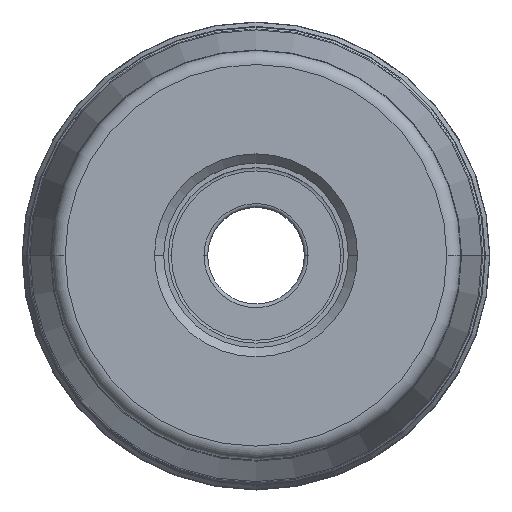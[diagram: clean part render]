
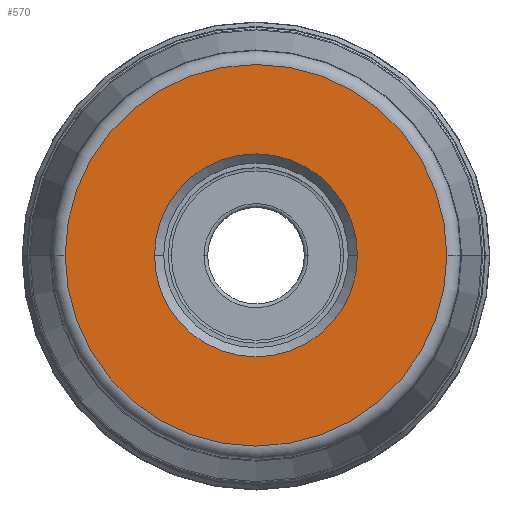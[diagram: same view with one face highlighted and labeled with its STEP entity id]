
A CAD part, top view. The second image highlights one B-rep face of the part: STEP entity #570.
In plain terms, the highlighted planar face has unit normal (0, 0, 1).
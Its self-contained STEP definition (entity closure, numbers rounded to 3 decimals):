
#570=ADVANCED_FACE('',(#617,#618),#605,.F.);
#605=PLANE('',#3356);
#617=FACE_BOUND('',#768,.T.);
#618=FACE_BOUND('',#769,.T.);
#768=EDGE_LOOP('',(#1403,#1404,#1405,#1406));
#769=EDGE_LOOP('',(#1407,#1408,#1409,#1410));
#1403=ORIENTED_EDGE('',*,*,#2109,.F.);
#1404=ORIENTED_EDGE('',*,*,#2107,.F.);
#1405=ORIENTED_EDGE('',*,*,#2106,.T.);
#1406=ORIENTED_EDGE('',*,*,#2110,.T.);
#1407=ORIENTED_EDGE('',*,*,#2111,.T.);
#1408=ORIENTED_EDGE('',*,*,#2112,.T.);
#1409=ORIENTED_EDGE('',*,*,#2113,.T.);
#1410=ORIENTED_EDGE('',*,*,#2114,.T.);
#1745=VERTEX_POINT('',#6327);
#1746=VERTEX_POINT('',#6329);
#1747=VERTEX_POINT('',#6331);
#1748=VERTEX_POINT('',#6335);
#1749=VERTEX_POINT('',#6339);
#1750=VERTEX_POINT('',#6340);
#1751=VERTEX_POINT('',#6342);
#1752=VERTEX_POINT('',#6344);
#2106=EDGE_CURVE('',#1746,#1745,#2568,.T.);
#2107=EDGE_CURVE('',#1746,#1747,#2569,.T.);
#2109=EDGE_CURVE('',#1747,#1748,#2571,.T.);
#2110=EDGE_CURVE('',#1745,#1748,#2572,.T.);
#2111=EDGE_CURVE('',#1749,#1750,#2573,.T.);
#2112=EDGE_CURVE('',#1750,#1751,#2574,.T.);
#2113=EDGE_CURVE('',#1751,#1752,#2575,.T.);
#2114=EDGE_CURVE('',#1752,#1749,#2576,.T.);
#2568=CIRCLE('',#3345,20.725);
#2569=CIRCLE('',#3346,20.725);
#2571=CIRCLE('',#3349,20.725);
#2572=CIRCLE('',#3350,20.725);
#2573=CIRCLE('',#3352,11.025);
#2574=CIRCLE('',#3353,11.025);
#2575=CIRCLE('',#3354,11.025);
#2576=CIRCLE('',#3355,11.025);
#3345=AXIS2_PLACEMENT_3D('',#6328,#4137,#4138);
#3346=AXIS2_PLACEMENT_3D('',#6330,#4139,#4140);
#3349=AXIS2_PLACEMENT_3D('',#6334,#4145,#4146);
#3350=AXIS2_PLACEMENT_3D('',#6336,#4147,#4148);
#3352=AXIS2_PLACEMENT_3D('',#6338,#4151,#4152);
#3353=AXIS2_PLACEMENT_3D('',#6341,#4153,#4154);
#3354=AXIS2_PLACEMENT_3D('',#6343,#4155,#4156);
#3355=AXIS2_PLACEMENT_3D('',#6345,#4157,#4158);
#3356=AXIS2_PLACEMENT_3D('',#6346,#4159,#4160);
#4137=DIRECTION('',(0.,0.,1.));
#4138=DIRECTION('',(1.,0.,0.));
#4139=DIRECTION('',(0.,0.,-1.));
#4140=DIRECTION('',(-1.,0.,0.));
#4145=DIRECTION('',(0.,0.,-1.));
#4146=DIRECTION('',(-1.,0.,0.));
#4147=DIRECTION('',(0.,0.,1.));
#4148=DIRECTION('',(1.,0.,0.));
#4151=DIRECTION('',(0.,0.,-1.));
#4152=DIRECTION('',(0.,-1.,0.));
#4153=DIRECTION('',(0.,0.,-1.));
#4154=DIRECTION('',(-1.,0.,0.));
#4155=DIRECTION('',(0.,0.,-1.));
#4156=DIRECTION('',(0.,1.,0.));
#4157=DIRECTION('',(0.,0.,-1.));
#4158=DIRECTION('',(1.,0.,0.));
#4159=DIRECTION('',(0.,0.,-1.));
#4160=DIRECTION('',(1.,0.,0.));
#6327=CARTESIAN_POINT('',(20.725,0.,0.));
#6328=CARTESIAN_POINT('',(0.,0.,0.));
#6329=CARTESIAN_POINT('',(20.725,-0.02,0.));
#6330=CARTESIAN_POINT('',(0.,0.,0.));
#6331=CARTESIAN_POINT('',(-20.725,0.,0.));
#6334=CARTESIAN_POINT('',(0.,0.,0.));
#6335=CARTESIAN_POINT('',(-20.725,0.02,0.));
#6336=CARTESIAN_POINT('',(0.,0.,0.));
#6338=CARTESIAN_POINT('',(0.,0.,0.));
#6339=CARTESIAN_POINT('',(0.,-11.025,0.));
#6340=CARTESIAN_POINT('',(-11.025,0.,0.));
#6341=CARTESIAN_POINT('',(0.,0.,0.));
#6342=CARTESIAN_POINT('',(0.,11.025,0.));
#6343=CARTESIAN_POINT('',(0.,0.,0.));
#6344=CARTESIAN_POINT('',(11.025,0.,0.));
#6345=CARTESIAN_POINT('',(0.,0.,0.));
#6346=CARTESIAN_POINT('',(0.,0.,0.));
